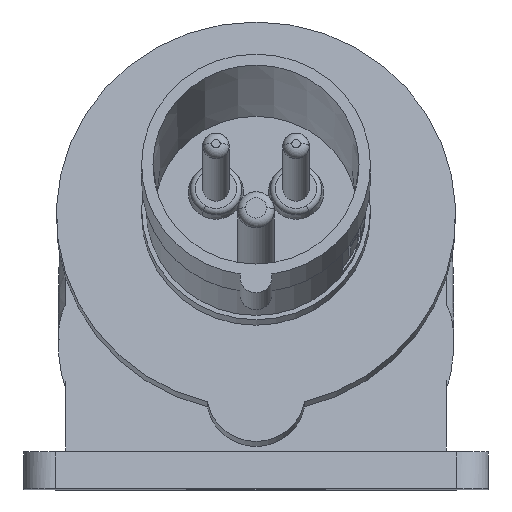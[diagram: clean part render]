
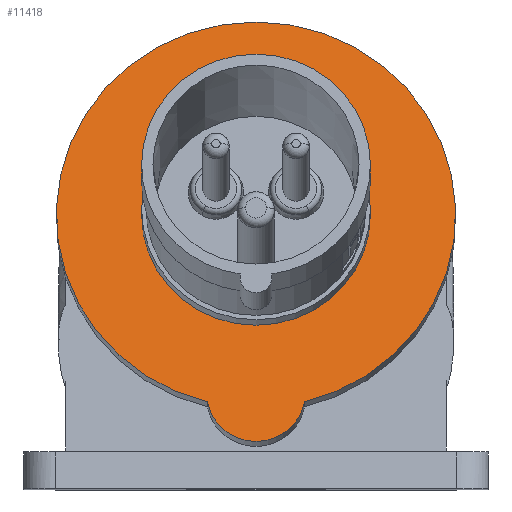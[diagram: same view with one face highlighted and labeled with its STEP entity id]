
A CAD part, top view. The second image highlights one B-rep face of the part: STEP entity #11418.
In plain terms, the highlighted planar face has unit normal (0, 0.259, 0.966).
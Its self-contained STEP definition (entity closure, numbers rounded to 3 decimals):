
#304 = ORIENTED_EDGE ( 'NONE', *, *, #4286, .T. ) ;
#1605 = CARTESIAN_POINT ( 'NONE',  ( -9.166, 16.486, 110.817 ) ) ;
#1641 = DIRECTION ( 'NONE',  ( 0., -0.966, 0.259 ) ) ;
#1673 = CARTESIAN_POINT ( 'NONE',  ( 0., 72.82, 95.722 ) ) ;
#1757 = DIRECTION ( 'NONE',  ( 0., 0.966, -0.259 ) ) ;
#2907 = CIRCLE ( 'NONE', #16511, 9.3 ) ;
#3178 = EDGE_CURVE ( 'NONE', #4510, #21820, #11296, .T. ) ;
#3483 = DIRECTION ( 'NONE',  ( 0., 0.259, 0.966 ) ) ;
#3526 = CARTESIAN_POINT ( 'NONE',  ( 0., 51.908, 101.326 ) ) ;
#4285 = DIRECTION ( 'NONE',  ( 0., 0.259, 0.966 ) ) ;
#4286 = EDGE_CURVE ( 'NONE', #14886, #11930, #2907, .T. ) ;
#4474 = AXIS2_PLACEMENT_3D ( 'NONE', #1673, #12479, #1757 ) ;
#4510 = VERTEX_POINT ( 'NONE', #15337 ) ;
#4884 = DIRECTION ( 'NONE',  ( 0., 0.259, 0.966 ) ) ;
#5330 = DIRECTION ( 'NONE',  ( 0., -0.966, 0.259 ) ) ;
#6238 = CIRCLE ( 'NONE', #16590, 37.8 ) ;
#6438 = AXIS2_PLACEMENT_3D ( 'NONE', #12372, #3483, #1641 ) ;
#7338 = CARTESIAN_POINT ( 'NONE',  ( 9.166, 16.486, 110.817 ) ) ;
#8137 = FACE_OUTER_BOUND ( 'NONE', #13811, .T. ) ;
#9578 = ORIENTED_EDGE ( 'NONE', *, *, #18723, .F. ) ;
#9797 = EDGE_CURVE ( 'NONE', #11930, #14886, #6238, .T. ) ;
#10691 = PLANE ( 'NONE',  #4474 ) ;
#11296 = CIRCLE ( 'NONE', #6438, 21.65 ) ;
#11418 = ADVANCED_FACE ( 'NONE', ( #17530, #8137 ), #10691, .F. ) ;
#11770 = ORIENTED_EDGE ( 'NONE', *, *, #9797, .T. ) ;
#11930 = VERTEX_POINT ( 'NONE', #7338 ) ;
#12035 = ORIENTED_EDGE ( 'NONE', *, *, #3178, .F. ) ;
#12372 = CARTESIAN_POINT ( 'NONE',  ( 0., 51.908, 101.326 ) ) ;
#12479 = DIRECTION ( 'NONE',  ( 0., -0.259, -0.966 ) ) ;
#13811 = EDGE_LOOP ( 'NONE', ( #11770, #304 ) ) ;
#14882 = CARTESIAN_POINT ( 'NONE',  ( 0., 18.004, 110.41 ) ) ;
#14886 = VERTEX_POINT ( 'NONE', #1605 ) ;
#15337 = CARTESIAN_POINT ( 'NONE',  ( 21.65, 51.908, 101.326 ) ) ;
#15463 = CARTESIAN_POINT ( 'NONE',  ( 0., 51.908, 101.326 ) ) ;
#15897 = DIRECTION ( 'NONE',  ( 0., 0.259, 0.966 ) ) ;
#16511 = AXIS2_PLACEMENT_3D ( 'NONE', #14882, #4285, #16640 ) ;
#16590 = AXIS2_PLACEMENT_3D ( 'NONE', #3526, #15897, #5330 ) ;
#16600 = CARTESIAN_POINT ( 'NONE',  ( -21.65, 51.908, 101.326 ) ) ;
#16640 = DIRECTION ( 'NONE',  ( 1., 0., 0. ) ) ;
#17087 = EDGE_LOOP ( 'NONE', ( #9578, #12035 ) ) ;
#17233 = DIRECTION ( 'NONE',  ( 0., -0.966, 0.259 ) ) ;
#17530 = FACE_BOUND ( 'NONE', #17087, .T. ) ;
#17816 = AXIS2_PLACEMENT_3D ( 'NONE', #15463, #4884, #17233 ) ;
#18723 = EDGE_CURVE ( 'NONE', #21820, #4510, #20459, .T. ) ;
#20459 = CIRCLE ( 'NONE', #17816, 21.65 ) ;
#21820 = VERTEX_POINT ( 'NONE', #16600 ) ;
